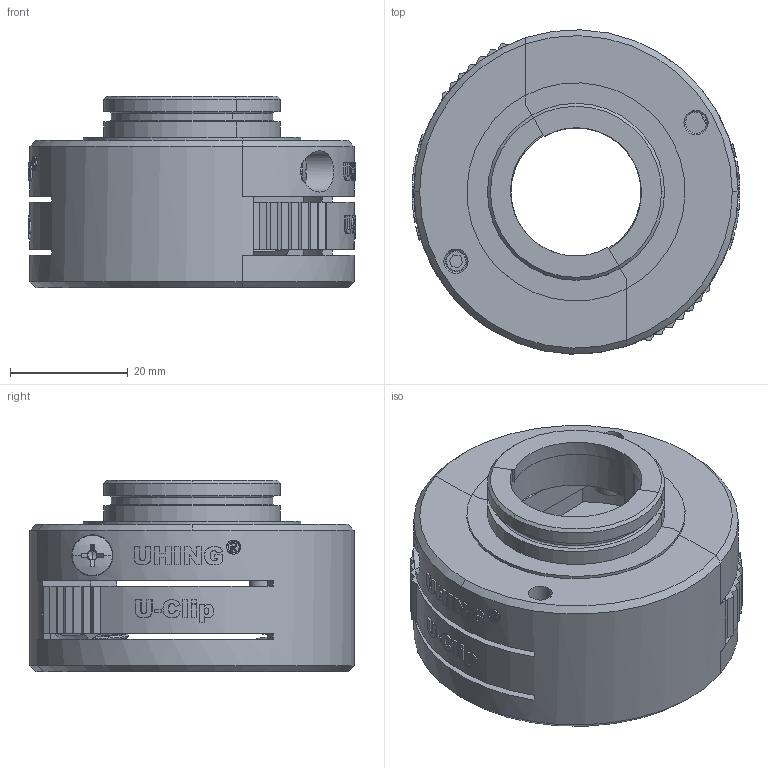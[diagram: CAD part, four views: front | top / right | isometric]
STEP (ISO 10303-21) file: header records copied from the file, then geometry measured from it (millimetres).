
FILE_DESCRIPTION (( 'STEP AP214' ), '1' );
FILE_NAME ('UC22.STEP', '2019-11-07T10:31:59', ( '' ), ( '' ), 'SwSTEP 2.0', 'SolidWorks 2019', '' );
FILE_SCHEMA (( 'AUTOMOTIVE_DESIGN' ));
Length unit declared in the file: millimetre
Products named in the file (1): UC22
Bounding box: 55.6 x 54.98 x 32.5 mm (x, y, z)
Volume: 27810.7 mm3; surface area: 26114.8 mm2
Topology: 8 solids, 8 shells, 718 faces, 1923 edges, 1258 vertices
Faces by surface type: plane 397, cylinder 153, bspline 122, cone 34, torus 8, sphere 4
Entity records: 51694 total; most frequent: CARTESIAN_POINT 26542, ORIENTED_EDGE 3838, DIRECTION 3167, EDGE_CURVE 1919, VERTEX_POINT 1258, AXIS2_PLACEMENT_3D 1101, VECTOR 965, LINE 965
